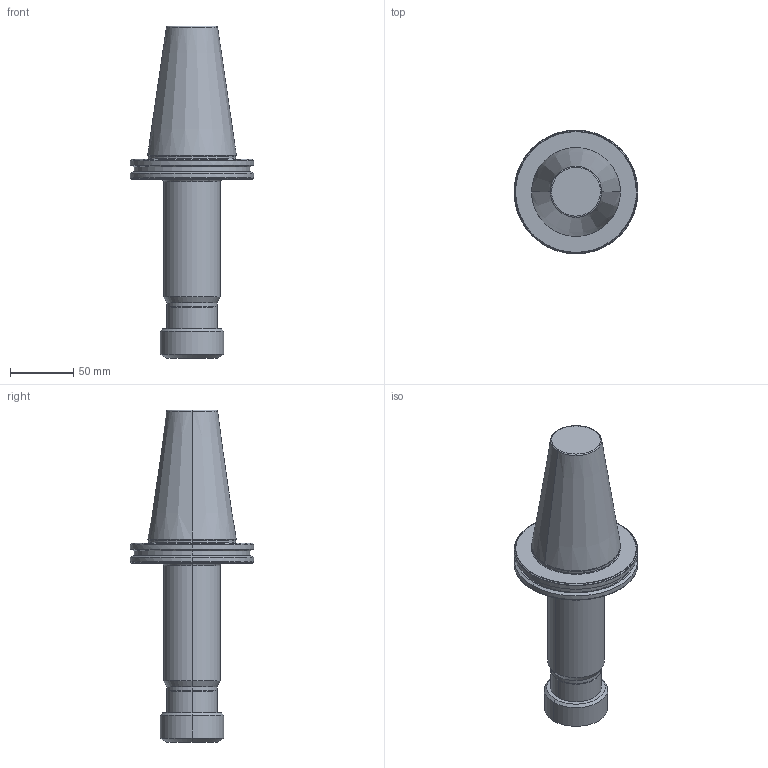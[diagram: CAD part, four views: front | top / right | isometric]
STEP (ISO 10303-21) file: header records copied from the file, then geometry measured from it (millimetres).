
FILE_DESCRIPTION (( 'STEP AP203' ), '1' );
FILE_NAME ('SK 50 ER 32 160 AD-6.3G15000 SL.STEP', '2019-04-26T07:23:15', ( '' ), ( '' ), 'SwSTEP 2.0', 'SolidWorks 2014', '' );
FILE_SCHEMA (( 'CONFIG_CONTROL_DESIGN' ));
Length unit declared in the file: millimetre
Products named in the file (1): SK 50 ER 32 160 AD-6.3G15000 SL
Bounding box: 97.5 x 97.5 x 261.75 mm (x, y, z)
Volume: 597045.3 mm3; surface area: 57037.2 mm2
Topology: 1 solids, 1 shells, 77 faces, 180 edges, 110 vertices
Faces by surface type: bspline 22, cone 20, cylinder 16, torus 12, plane 7
Entity records: 3415 total; most frequent: CARTESIAN_POINT 1652, DIRECTION 360, ORIENTED_EDGE 360, EDGE_CURVE 180, AXIS2_PLACEMENT_3D 162, VERTEX_POINT 110, CIRCLE 106, EDGE_LOOP 82
